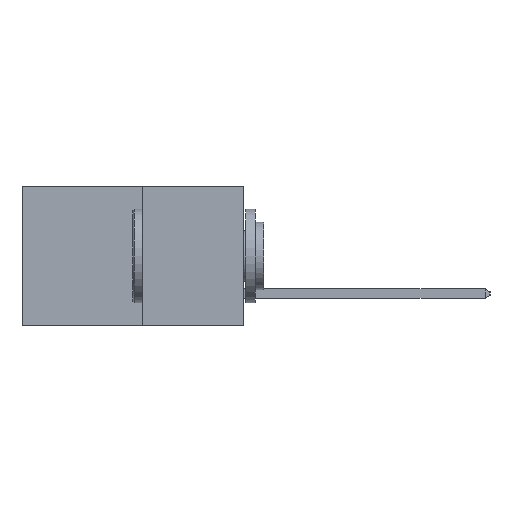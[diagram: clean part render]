
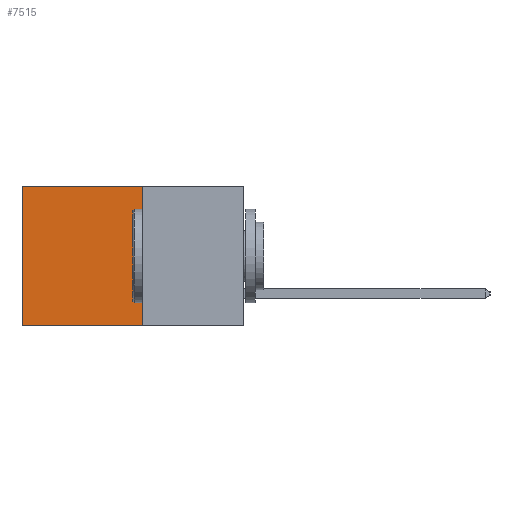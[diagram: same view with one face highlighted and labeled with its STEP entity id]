
A CAD part, left-side view. The second image highlights one B-rep face of the part: STEP entity #7515.
In plain terms, the highlighted planar face has unit normal (-1, 0, 0).
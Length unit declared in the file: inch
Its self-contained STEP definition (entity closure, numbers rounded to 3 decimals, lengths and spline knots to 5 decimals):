
#480 = EDGE_CURVE ( 'NONE', #2701, #5166, #4273, .T. ) ;
#586 = DIRECTION ( 'NONE',  ( 0., 1., 0. ) ) ;
#800 = VERTEX_POINT ( 'NONE', #1504 ) ;
#847 = EDGE_CURVE ( 'NONE', #800, #7004, #7279, .T. ) ;
#1427 = EDGE_LOOP ( 'NONE', ( #7071, #7292, #6674, #7504 ) ) ;
#1504 = CARTESIAN_POINT ( 'NONE',  ( 0.277, 0.59, 0. ) ) ;
#2310 = CARTESIAN_POINT ( 'NONE',  ( 0.277, 0.27, -0.37 ) ) ;
#2412 = DIRECTION ( 'NONE',  ( 0., 1., 0. ) ) ;
#2465 = EDGE_CURVE ( 'NONE', #5166, #7004, #4876, .T. ) ;
#2588 = CARTESIAN_POINT ( 'NONE',  ( 0.277, 0.27, 0. ) ) ;
#2622 = CARTESIAN_POINT ( 'NONE',  ( 0.277, 0.27, -0.37 ) ) ;
#2688 = VECTOR ( 'NONE', #8787, 39.37008 ) ;
#2701 = VERTEX_POINT ( 'NONE', #2588 ) ;
#3293 = DIRECTION ( 'NONE',  ( 0., 0., -1. ) ) ;
#3614 = EDGE_CURVE ( 'NONE', #2701, #800, #4910, .T. ) ;
#4273 = LINE ( 'NONE', #4467, #2688 ) ;
#4467 = CARTESIAN_POINT ( 'NONE',  ( 0.277, 0.27, -0.37 ) ) ;
#4583 = CARTESIAN_POINT ( 'NONE',  ( 0.277, 0.59, -0.37 ) ) ;
#4876 = LINE ( 'NONE', #2310, #8126 ) ;
#4910 = LINE ( 'NONE', #5895, #8153 ) ;
#5158 = AXIS2_PLACEMENT_3D ( 'NONE', #6476, #6465, #3293 ) ;
#5166 = VERTEX_POINT ( 'NONE', #2622 ) ;
#5174 = DIRECTION ( 'NONE',  ( 0., 0., -1. ) ) ;
#5840 = CARTESIAN_POINT ( 'NONE',  ( 0.277, 0.59, -0.37 ) ) ;
#5895 = CARTESIAN_POINT ( 'NONE',  ( 0.277, 0.27, 0. ) ) ;
#6465 = DIRECTION ( 'NONE',  ( 1., 0., 0. ) ) ;
#6476 = CARTESIAN_POINT ( 'NONE',  ( 0.277, 0.27, -0.37 ) ) ;
#6573 = FACE_OUTER_BOUND ( 'NONE', #1427, .T. ) ;
#6674 = ORIENTED_EDGE ( 'NONE', *, *, #480, .F. ) ;
#6766 = PLANE ( 'NONE',  #5158 ) ;
#7004 = VERTEX_POINT ( 'NONE', #5840 ) ;
#7071 = ORIENTED_EDGE ( 'NONE', *, *, #847, .T. ) ;
#7279 = LINE ( 'NONE', #4583, #8529 ) ;
#7292 = ORIENTED_EDGE ( 'NONE', *, *, #2465, .F. ) ;
#7504 = ORIENTED_EDGE ( 'NONE', *, *, #3614, .T. ) ;
#7515 = ADVANCED_FACE ( 'NONE', ( #6573 ), #6766, .F. ) ;
#8126 = VECTOR ( 'NONE', #2412, 39.37008 ) ;
#8153 = VECTOR ( 'NONE', #586, 39.37008 ) ;
#8529 = VECTOR ( 'NONE', #5174, 39.37008 ) ;
#8787 = DIRECTION ( 'NONE',  ( 0., 0., -1. ) ) ;
